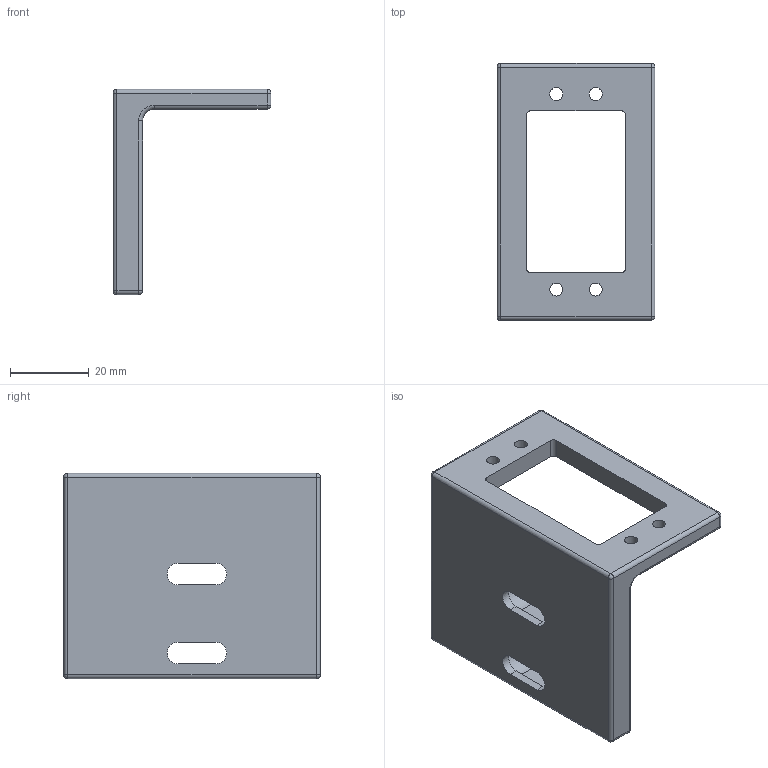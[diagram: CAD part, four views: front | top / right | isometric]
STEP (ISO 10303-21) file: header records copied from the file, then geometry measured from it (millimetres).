
FILE_DESCRIPTION (( 'STEP AP203' ), '1' );
FILE_NAME ('KT210190A.step', '2021-03-02T08:47:30', ( '' ), ( '' ), 'SwSTEP 2.0', 'SolidWorks 2020', '' );
FILE_SCHEMA (( 'CONFIG_CONTROL_DESIGN' ));
Length unit declared in the file: millimetre
Products named in the file (1): KT210190A
Bounding box: 40 x 65 x 52 mm (x, y, z)
Volume: 28461.8 mm3; surface area: 11860.4 mm2
Topology: 1 solids, 1 shells, 68 faces, 171 edges, 96 vertices
Faces by surface type: cylinder 35, plane 21, sphere 10, torus 2
Full cylindrical faces by diameter (mm): 3.3 x4
Entity records: 2042 total; most frequent: DIRECTION 363, CARTESIAN_POINT 340, ORIENTED_EDGE 314, EDGE_CURVE 157, AXIS2_PLACEMENT_3D 139, VERTEX_POINT 96, EDGE_LOOP 87, LINE 85
